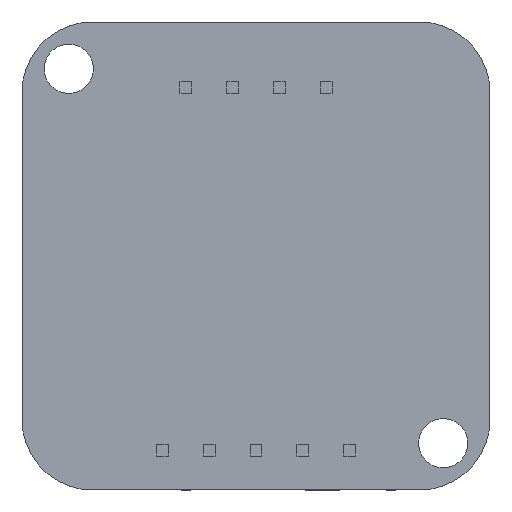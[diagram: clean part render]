
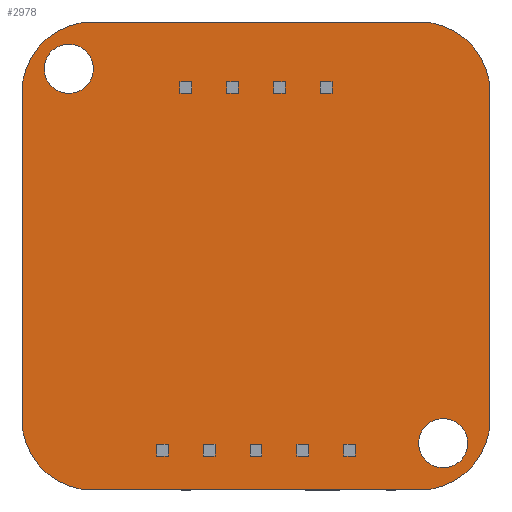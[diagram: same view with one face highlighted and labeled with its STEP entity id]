
A CAD part, front view. The second image highlights one B-rep face of the part: STEP entity #2978.
In plain terms, the highlighted planar face has unit normal (0, -1, 0).
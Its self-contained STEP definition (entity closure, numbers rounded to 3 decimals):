
#93=FACE_BOUND('',#437,.T.);
#94=FACE_BOUND('',#438,.T.);
#122=PLANE('',#3187);
#276=FACE_OUTER_BOUND('',#436,.T.);
#436=EDGE_LOOP('',(#2169,#2170,#2171,#2172,#2173,#2174,#2175,#2176));
#437=EDGE_LOOP('',(#2177,#2178));
#438=EDGE_LOOP('',(#2179,#2180));
#615=LINE('',#4140,#1017);
#617=LINE('',#4145,#1019);
#621=LINE('',#4154,#1023);
#625=LINE('',#4163,#1027);
#1017=VECTOR('',#3377,1000.);
#1019=VECTOR('',#3381,1000.);
#1023=VECTOR('',#3387,1000.);
#1027=VECTOR('',#3393,1000.);
#1415=CIRCLE('',#3169,1.05);
#1416=CIRCLE('',#3170,1.05);
#1419=CIRCLE('',#3174,1.05);
#1420=CIRCLE('',#3175,1.05);
#1427=CIRCLE('',#3188,3.);
#1428=CIRCLE('',#3189,3.);
#1429=CIRCLE('',#3190,3.);
#1430=CIRCLE('',#3191,3.);
#1431=VERTEX_POINT('',#4114);
#1432=VERTEX_POINT('',#4115);
#1435=VERTEX_POINT('',#4124);
#1436=VERTEX_POINT('',#4125);
#1441=VERTEX_POINT('',#4137);
#1442=VERTEX_POINT('',#4139);
#1443=VERTEX_POINT('',#4143);
#1444=VERTEX_POINT('',#4144);
#1447=VERTEX_POINT('',#4152);
#1448=VERTEX_POINT('',#4153);
#1451=VERTEX_POINT('',#4161);
#1452=VERTEX_POINT('',#4162);
#1711=EDGE_CURVE('',#1431,#1432,#1415,.T.);
#1712=EDGE_CURVE('',#1432,#1431,#1416,.T.);
#1716=EDGE_CURVE('',#1435,#1436,#1419,.T.);
#1717=EDGE_CURVE('',#1436,#1435,#1420,.T.);
#1723=EDGE_CURVE('',#1441,#1442,#615,.T.);
#1725=EDGE_CURVE('',#1443,#1444,#617,.T.);
#1729=EDGE_CURVE('',#1447,#1448,#621,.T.);
#1733=EDGE_CURVE('',#1451,#1452,#625,.T.);
#1741=EDGE_CURVE('',#1441,#1452,#1427,.T.);
#1742=EDGE_CURVE('',#1451,#1448,#1428,.T.);
#1743=EDGE_CURVE('',#1447,#1444,#1429,.T.);
#1744=EDGE_CURVE('',#1443,#1442,#1430,.T.);
#2169=ORIENTED_EDGE('',*,*,#1723,.F.);
#2170=ORIENTED_EDGE('',*,*,#1741,.T.);
#2171=ORIENTED_EDGE('',*,*,#1733,.F.);
#2172=ORIENTED_EDGE('',*,*,#1742,.T.);
#2173=ORIENTED_EDGE('',*,*,#1729,.F.);
#2174=ORIENTED_EDGE('',*,*,#1743,.T.);
#2175=ORIENTED_EDGE('',*,*,#1725,.F.);
#2176=ORIENTED_EDGE('',*,*,#1744,.T.);
#2177=ORIENTED_EDGE('',*,*,#1711,.T.);
#2178=ORIENTED_EDGE('',*,*,#1712,.T.);
#2179=ORIENTED_EDGE('',*,*,#1716,.T.);
#2180=ORIENTED_EDGE('',*,*,#1717,.T.);
#2978=ADVANCED_FACE('',(#276,#93,#94),#122,.F.);
#3169=AXIS2_PLACEMENT_3D('',#4116,#3353,#3354);
#3170=AXIS2_PLACEMENT_3D('',#4117,#3355,#3356);
#3174=AXIS2_PLACEMENT_3D('',#4126,#3364,#3365);
#3175=AXIS2_PLACEMENT_3D('',#4127,#3366,#3367);
#3187=AXIS2_PLACEMENT_3D('',#4174,#3407,#3408);
#3188=AXIS2_PLACEMENT_3D('',#4175,#3409,#3410);
#3189=AXIS2_PLACEMENT_3D('',#4176,#3411,#3412);
#3190=AXIS2_PLACEMENT_3D('',#4177,#3413,#3414);
#3191=AXIS2_PLACEMENT_3D('',#4178,#3415,#3416);
#3353=DIRECTION('center_axis',(0.,1.,0.));
#3354=DIRECTION('ref_axis',(0.,0.,1.));
#3355=DIRECTION('center_axis',(0.,1.,0.));
#3356=DIRECTION('ref_axis',(0.,0.,1.));
#3364=DIRECTION('center_axis',(0.,1.,0.));
#3365=DIRECTION('ref_axis',(0.,0.,1.));
#3366=DIRECTION('center_axis',(0.,1.,0.));
#3367=DIRECTION('ref_axis',(0.,0.,1.));
#3377=DIRECTION('',(0.,0.,1.));
#3381=DIRECTION('',(1.,0.,0.));
#3387=DIRECTION('',(0.,0.,-1.));
#3393=DIRECTION('',(-1.,0.,0.));
#3407=DIRECTION('center_axis',(0.,1.,0.));
#3408=DIRECTION('ref_axis',(0.,0.,1.));
#3409=DIRECTION('center_axis',(0.,-1.,0.));
#3410=DIRECTION('ref_axis',(0.,0.,1.));
#3411=DIRECTION('center_axis',(0.,-1.,0.));
#3412=DIRECTION('ref_axis',(0.,0.,1.));
#3413=DIRECTION('center_axis',(0.,-1.,0.));
#3414=DIRECTION('ref_axis',(0.,0.,1.));
#3415=DIRECTION('center_axis',(0.,-1.,0.));
#3416=DIRECTION('ref_axis',(0.,0.,1.));
#4114=CARTESIAN_POINT('',(-8.,0.,9.05));
#4115=CARTESIAN_POINT('',(-8.,0.,6.95));
#4116=CARTESIAN_POINT('Origin',(-8.,0.,8.));
#4117=CARTESIAN_POINT('Origin',(-8.,0.,8.));
#4124=CARTESIAN_POINT('',(8.,0.,-6.95));
#4125=CARTESIAN_POINT('',(8.,0.,-9.05));
#4126=CARTESIAN_POINT('Origin',(8.,0.,-8.));
#4127=CARTESIAN_POINT('Origin',(8.,0.,-8.));
#4137=CARTESIAN_POINT('',(-10.,0.,-7.));
#4139=CARTESIAN_POINT('',(-10.,0.,7.));
#4140=CARTESIAN_POINT('',(-10.,0.,10.));
#4143=CARTESIAN_POINT('',(-7.,0.,10.));
#4144=CARTESIAN_POINT('',(7.,0.,10.));
#4145=CARTESIAN_POINT('',(10.,0.,10.));
#4152=CARTESIAN_POINT('',(10.,0.,7.));
#4153=CARTESIAN_POINT('',(10.,0.,-7.));
#4154=CARTESIAN_POINT('',(10.,0.,10.));
#4161=CARTESIAN_POINT('',(7.,0.,-10.));
#4162=CARTESIAN_POINT('',(-7.,0.,-10.));
#4163=CARTESIAN_POINT('',(10.,0.,-10.));
#4174=CARTESIAN_POINT('Origin',(0.,0.,0.));
#4175=CARTESIAN_POINT('Origin',(-7.,0.,-7.));
#4176=CARTESIAN_POINT('Origin',(7.,0.,-7.));
#4177=CARTESIAN_POINT('Origin',(7.,0.,7.));
#4178=CARTESIAN_POINT('Origin',(-7.,0.,7.));
